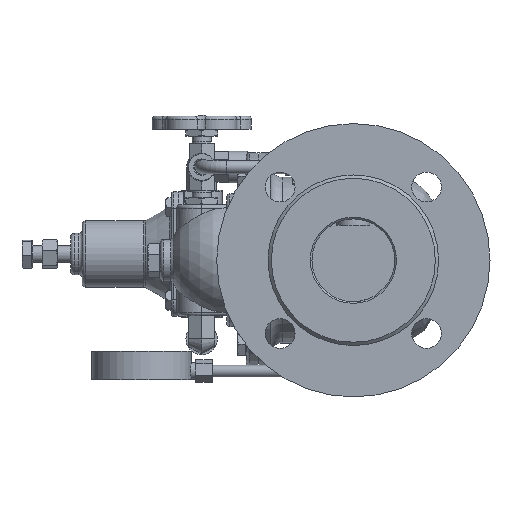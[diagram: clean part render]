
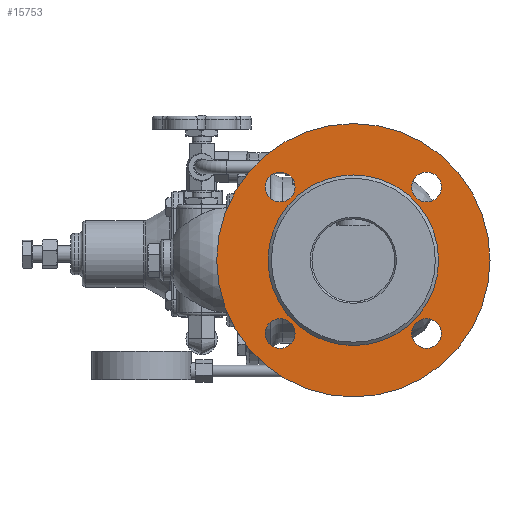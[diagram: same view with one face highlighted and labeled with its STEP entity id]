
A CAD part, left-side view. The second image highlights one B-rep face of the part: STEP entity #15753.
In plain terms, the highlighted planar face has unit normal (-1, 0, 0).
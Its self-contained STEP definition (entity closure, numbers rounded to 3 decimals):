
#483=FACE_BOUND('',#2419,.T.);
#484=FACE_BOUND('',#2420,.T.);
#485=FACE_BOUND('',#2421,.T.);
#486=FACE_BOUND('',#2422,.T.);
#487=FACE_BOUND('',#2423,.T.);
#816=PLANE('',#17199);
#1446=FACE_OUTER_BOUND('',#2418,.T.);
#2418=EDGE_LOOP('',(#11348));
#2419=EDGE_LOOP('',(#11349));
#2420=EDGE_LOOP('',(#11350));
#2421=EDGE_LOOP('',(#11351));
#2422=EDGE_LOOP('',(#11352));
#2423=EDGE_LOOP('',(#11353));
#3414=CIRCLE('',#17190,82.5);
#3415=CIRCLE('',#17192,9.);
#3416=CIRCLE('',#17194,9.);
#3417=CIRCLE('',#17196,9.);
#3418=CIRCLE('',#17198,9.);
#3419=CIRCLE('',#17200,51.5);
#6845=VERTEX_POINT('',#26594);
#6846=VERTEX_POINT('',#26598);
#6847=VERTEX_POINT('',#26602);
#6848=VERTEX_POINT('',#26606);
#6849=VERTEX_POINT('',#26610);
#6850=VERTEX_POINT('',#26614);
#8496=EDGE_CURVE('',#6845,#6845,#3414,.T.);
#8498=EDGE_CURVE('',#6846,#6846,#3415,.T.);
#8500=EDGE_CURVE('',#6847,#6847,#3416,.T.);
#8502=EDGE_CURVE('',#6848,#6848,#3417,.T.);
#8504=EDGE_CURVE('',#6849,#6849,#3418,.T.);
#8506=EDGE_CURVE('',#6850,#6850,#3419,.T.);
#11348=ORIENTED_EDGE('',*,*,#8496,.F.);
#11349=ORIENTED_EDGE('',*,*,#8504,.F.);
#11350=ORIENTED_EDGE('',*,*,#8502,.F.);
#11351=ORIENTED_EDGE('',*,*,#8500,.F.);
#11352=ORIENTED_EDGE('',*,*,#8498,.F.);
#11353=ORIENTED_EDGE('',*,*,#8506,.T.);
#15753=ADVANCED_FACE('',(#1446,#483,#484,#485,#486,#487),#816,.F.);
#17190=AXIS2_PLACEMENT_3D('',#26595,#19243,#19244);
#17192=AXIS2_PLACEMENT_3D('',#26599,#19248,#19249);
#17194=AXIS2_PLACEMENT_3D('',#26603,#19253,#19254);
#17196=AXIS2_PLACEMENT_3D('',#26607,#19258,#19259);
#17198=AXIS2_PLACEMENT_3D('',#26611,#19263,#19264);
#17199=AXIS2_PLACEMENT_3D('',#26613,#19266,#19267);
#17200=AXIS2_PLACEMENT_3D('',#26615,#19268,#19269);
#19243=DIRECTION('center_axis',(1.,0.,0.));
#19244=DIRECTION('ref_axis',(0.,0.,-1.));
#19248=DIRECTION('center_axis',(-1.,0.,0.));
#19249=DIRECTION('ref_axis',(0.,0.,1.));
#19253=DIRECTION('center_axis',(-1.,0.,0.));
#19254=DIRECTION('ref_axis',(0.,0.,1.));
#19258=DIRECTION('center_axis',(-1.,0.,0.));
#19259=DIRECTION('ref_axis',(0.,0.,1.));
#19263=DIRECTION('center_axis',(-1.,0.,0.));
#19264=DIRECTION('ref_axis',(0.,0.,1.));
#19266=DIRECTION('center_axis',(1.,0.,0.));
#19267=DIRECTION('ref_axis',(0.,0.,-1.));
#19268=DIRECTION('center_axis',(1.,0.,0.));
#19269=DIRECTION('ref_axis',(0.,0.,1.));
#26594=CARTESIAN_POINT('',(-93.,0.,82.5));
#26595=CARTESIAN_POINT('Origin',(-93.,0.,0.));
#26598=CARTESIAN_POINT('',(-93.,44.194,-53.194));
#26599=CARTESIAN_POINT('Origin',(-93.,44.194,-44.194));
#26602=CARTESIAN_POINT('',(-93.,44.194,35.194));
#26603=CARTESIAN_POINT('Origin',(-93.,44.194,44.194));
#26606=CARTESIAN_POINT('',(-93.,-44.194,35.194));
#26607=CARTESIAN_POINT('Origin',(-93.,-44.194,44.194));
#26610=CARTESIAN_POINT('',(-93.,-44.194,-53.194));
#26611=CARTESIAN_POINT('Origin',(-93.,-44.194,-44.194));
#26613=CARTESIAN_POINT('Origin',(-93.,0.,0.));
#26614=CARTESIAN_POINT('',(-93.,0.,-51.5));
#26615=CARTESIAN_POINT('Origin',(-93.,0.,0.));
